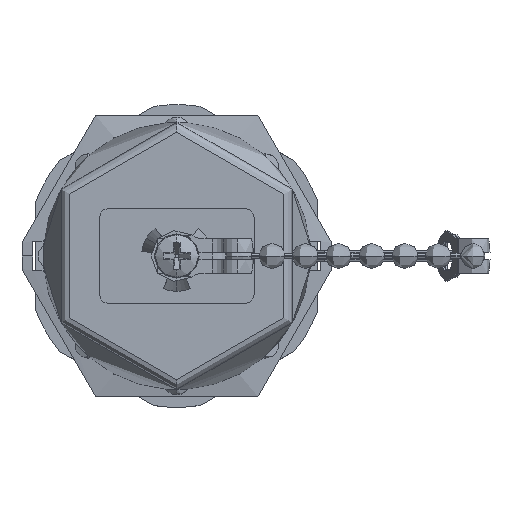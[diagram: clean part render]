
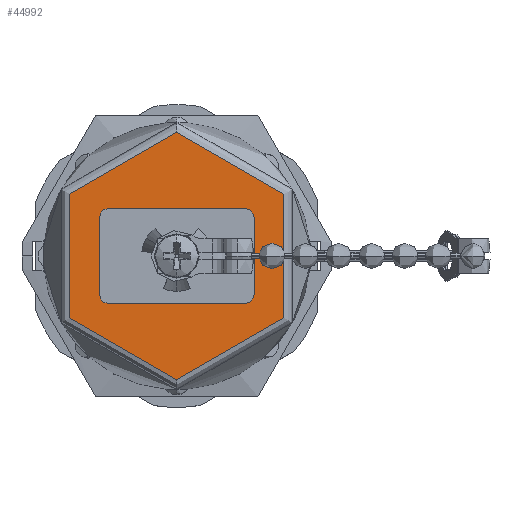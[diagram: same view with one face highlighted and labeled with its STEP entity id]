
A CAD part, left-side view. The second image highlights one B-rep face of the part: STEP entity #44992.
In plain terms, the highlighted face is planar.
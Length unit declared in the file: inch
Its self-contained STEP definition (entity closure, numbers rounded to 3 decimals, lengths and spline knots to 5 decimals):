
#1660 = EDGE_CURVE ( 'NONE', #53024, #86806, #19650, .T. ) ;
#1744 = AXIS2_PLACEMENT_3D ( 'NONE', #75238, #54879, #47823 ) ;
#2094 = CARTESIAN_POINT ( 'NONE',  ( 0., 0.63, 0. ) ) ;
#2708 = DIRECTION ( 'NONE',  ( 0., 0., 1. ) ) ;
#3446 = CARTESIAN_POINT ( 'NONE',  ( 0., 0.63, 0. ) ) ;
#3643 = CARTESIAN_POINT ( 'NONE',  ( 0.316, 0.63, -0.218 ) ) ;
#4306 = LINE ( 'NONE', #61229, #81173 ) ;
#4750 = AXIS2_PLACEMENT_3D ( 'NONE', #65921, #18611, #5965 ) ;
#4926 = VERTEX_POINT ( 'NONE', #13294 ) ;
#5717 = VERTEX_POINT ( 'NONE', #35763 ) ;
#5965 = DIRECTION ( 'NONE',  ( 0., 0., -1. ) ) ;
#6046 = CARTESIAN_POINT ( 'NONE',  ( 0.356, 0.63, -0.178 ) ) ;
#6887 = CARTESIAN_POINT ( 'NONE',  ( -0.356, 0.63, 0.178 ) ) ;
#7109 = EDGE_CURVE ( 'NONE', #33686, #39423, #4306, .T. ) ;
#9009 = AXIS2_PLACEMENT_3D ( 'NONE', #2094, #36441, #22109 ) ;
#9201 = EDGE_LOOP ( 'NONE', ( #53176, #64937, #22995, #18562, #29246, #80570, #40952, #12480 ) ) ;
#10944 = EDGE_LOOP ( 'NONE', ( #72085, #34188 ) ) ;
#11669 = AXIS2_PLACEMENT_3D ( 'NONE', #55907, #42331, #2708 ) ;
#11779 = CIRCLE ( 'NONE', #4750, 0.04 ) ;
#12480 = ORIENTED_EDGE ( 'NONE', *, *, #7109, .F. ) ;
#12670 = EDGE_CURVE ( 'NONE', #39423, #53024, #23690, .T. ) ;
#13294 = CARTESIAN_POINT ( 'NONE',  ( 0., 0.63, 0.57 ) ) ;
#15598 = CIRCLE ( 'NONE', #60990, 0.57 ) ;
#18562 = ORIENTED_EDGE ( 'NONE', *, *, #62372, .F. ) ;
#18611 = DIRECTION ( 'NONE',  ( 0., 1., 0. ) ) ;
#19650 = LINE ( 'NONE', #44923, #69106 ) ;
#21946 = EDGE_CURVE ( 'NONE', #29461, #85012, #77363, .T. ) ;
#22109 = DIRECTION ( 'NONE',  ( 0., 0., 1. ) ) ;
#22995 = ORIENTED_EDGE ( 'NONE', *, *, #85842, .F. ) ;
#23690 = CIRCLE ( 'NONE', #31085, 0.04 ) ;
#24911 = EDGE_CURVE ( 'NONE', #86806, #5717, #80772, .T. ) ;
#25976 = CARTESIAN_POINT ( 'NONE',  ( 0.356, 0.63, -0.178 ) ) ;
#28134 = PLANE ( 'NONE',  #1744 ) ;
#29246 = ORIENTED_EDGE ( 'NONE', *, *, #24911, .F. ) ;
#29461 = VERTEX_POINT ( 'NONE', #67839 ) ;
#30591 = CARTESIAN_POINT ( 'NONE',  ( -0.316, 0.63, -0.178 ) ) ;
#31085 = AXIS2_PLACEMENT_3D ( 'NONE', #30591, #85125, #78310 ) ;
#31898 = CARTESIAN_POINT ( 'NONE',  ( -0.356, 0.63, -0.178 ) ) ;
#32104 = VECTOR ( 'NONE', #67469, 39.37008 ) ;
#32846 = CIRCLE ( 'NONE', #9009, 0.57 ) ;
#33686 = VERTEX_POINT ( 'NONE', #3643 ) ;
#34188 = ORIENTED_EDGE ( 'NONE', *, *, #85264, .T. ) ;
#35315 = EDGE_CURVE ( 'NONE', #4926, #80171, #15598, .T. ) ;
#35763 = CARTESIAN_POINT ( 'NONE',  ( -0.316, 0.63, 0.218 ) ) ;
#36065 = CARTESIAN_POINT ( 'NONE',  ( 0.316, 0.63, 0.178 ) ) ;
#36441 = DIRECTION ( 'NONE',  ( 0., 1., 0. ) ) ;
#36896 = DIRECTION ( 'NONE',  ( 0., 0., 1. ) ) ;
#36903 = CIRCLE ( 'NONE', #59690, 0.04 ) ;
#37397 = CARTESIAN_POINT ( 'NONE',  ( 0., 0.63, -0.57 ) ) ;
#39423 = VERTEX_POINT ( 'NONE', #82978 ) ;
#39916 = EDGE_CURVE ( 'NONE', #85012, #33686, #11779, .T. ) ;
#40357 = DIRECTION ( 'NONE',  ( -1., 0., 0. ) ) ;
#40952 = ORIENTED_EDGE ( 'NONE', *, *, #12670, .F. ) ;
#42331 = DIRECTION ( 'NONE',  ( 0., 1., 0. ) ) ;
#43827 = FACE_OUTER_BOUND ( 'NONE', #10944, .T. ) ;
#44923 = CARTESIAN_POINT ( 'NONE',  ( -0.356, 0.63, -0.178 ) ) ;
#44992 = ADVANCED_FACE ( 'NONE', ( #43827, #70228 ), #28134, .T. ) ;
#45205 = DIRECTION ( 'NONE',  ( 0., 0., 1. ) ) ;
#46695 = DIRECTION ( 'NONE',  ( 1., 0., 0. ) ) ;
#47823 = DIRECTION ( 'NONE',  ( 0., 0., 1. ) ) ;
#53024 = VERTEX_POINT ( 'NONE', #31898 ) ;
#53176 = ORIENTED_EDGE ( 'NONE', *, *, #39916, .F. ) ;
#54879 = DIRECTION ( 'NONE',  ( 0., 1., 0. ) ) ;
#55907 = CARTESIAN_POINT ( 'NONE',  ( -0.316, 0.63, 0.178 ) ) ;
#56379 = DIRECTION ( 'NONE',  ( 0., 1., 0. ) ) ;
#56668 = DIRECTION ( 'NONE',  ( 0., 0., 1. ) ) ;
#59690 = AXIS2_PLACEMENT_3D ( 'NONE', #36065, #56379, #56668 ) ;
#60990 = AXIS2_PLACEMENT_3D ( 'NONE', #3446, #63705, #36896 ) ;
#61229 = CARTESIAN_POINT ( 'NONE',  ( -0.316, 0.63, -0.218 ) ) ;
#62372 = EDGE_CURVE ( 'NONE', #5717, #64065, #66112, .T. ) ;
#63705 = DIRECTION ( 'NONE',  ( 0., 1., 0. ) ) ;
#64065 = VERTEX_POINT ( 'NONE', #74504 ) ;
#64937 = ORIENTED_EDGE ( 'NONE', *, *, #21946, .F. ) ;
#65921 = CARTESIAN_POINT ( 'NONE',  ( 0.316, 0.63, -0.178 ) ) ;
#66112 = LINE ( 'NONE', #87126, #72477 ) ;
#67469 = DIRECTION ( 'NONE',  ( 0., 0., -1. ) ) ;
#67839 = CARTESIAN_POINT ( 'NONE',  ( 0.356, 0.63, 0.178 ) ) ;
#69106 = VECTOR ( 'NONE', #45205, 39.37008 ) ;
#70228 = FACE_BOUND ( 'NONE', #9201, .T. ) ;
#72085 = ORIENTED_EDGE ( 'NONE', *, *, #35315, .T. ) ;
#72477 = VECTOR ( 'NONE', #46695, 39.37008 ) ;
#74504 = CARTESIAN_POINT ( 'NONE',  ( 0.316, 0.63, 0.218 ) ) ;
#75238 = CARTESIAN_POINT ( 'NONE',  ( 0., 0.63, 0. ) ) ;
#77363 = LINE ( 'NONE', #6046, #32104 ) ;
#78310 = DIRECTION ( 'NONE',  ( 0., 0., 1. ) ) ;
#80171 = VERTEX_POINT ( 'NONE', #37397 ) ;
#80570 = ORIENTED_EDGE ( 'NONE', *, *, #1660, .F. ) ;
#80772 = CIRCLE ( 'NONE', #11669, 0.04 ) ;
#81173 = VECTOR ( 'NONE', #40357, 39.37008 ) ;
#82978 = CARTESIAN_POINT ( 'NONE',  ( -0.316, 0.63, -0.218 ) ) ;
#85012 = VERTEX_POINT ( 'NONE', #25976 ) ;
#85125 = DIRECTION ( 'NONE',  ( 0., 1., 0. ) ) ;
#85264 = EDGE_CURVE ( 'NONE', #80171, #4926, #32846, .T. ) ;
#85842 = EDGE_CURVE ( 'NONE', #64065, #29461, #36903, .T. ) ;
#86806 = VERTEX_POINT ( 'NONE', #6887 ) ;
#87126 = CARTESIAN_POINT ( 'NONE',  ( -0.316, 0.63, 0.218 ) ) ;
